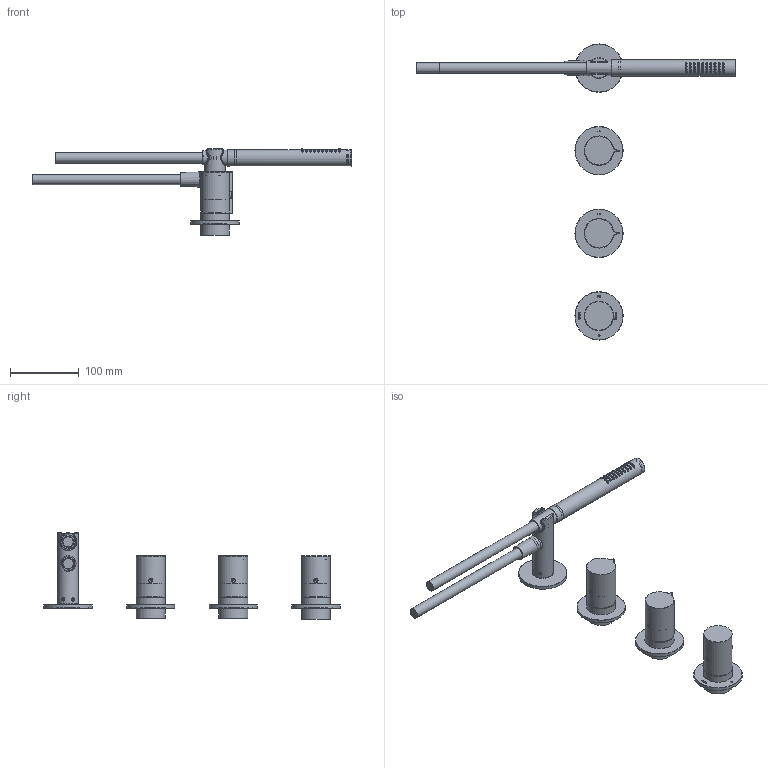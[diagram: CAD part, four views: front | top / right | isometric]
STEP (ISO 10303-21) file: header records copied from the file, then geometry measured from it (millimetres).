
FILE_DESCRIPTION(/* description */ ('Unknown'),/* implementation_level */ '2;1');
FILE_NAME(/* name */ 'GT7071-00',/* time_stamp */ '2026-02-11T18:10:08+01:00',/* author */ ('Unknown'),/* organization */ ('Unknown'),/* preprocessor_version */ 'ST-DEVELOPER v20',/* originating_system */ 'Solid Edge',/* authorisation */ 'Unknown');
FILE_SCHEMA (('AUTOMOTIVE_DESIGN {1 0 10303 214 3 1 1}'));
Length unit declared in the file: millimetre
Products named in the file (28): GT7071EXT-00; CB7501-04; GT7501-01; AR015-00; AR354-00_oa_0; AR354-001_oa_1; AR354-01; A064038_12900ZZ; AR354-02; AR7501-001_oa_2; supporto_doccetta_023E.38.003_023E.38.003; Gruppo raccordo titanico_T1010671_BOM_oa_3; raccordi_uscita_T1010035_T1010035; Protezione supp docc_00G3.00.001_00G3.00.001; AR7001-02; GT7001-002_oa_4; GT7001-03; GT7068-002_oa_5; GT7068-05; GT7068-001_oa_6; GT7068-01; GT003-08; GT7068-04; GT7001-001_oa_7; GT7001-01; bottone inox_0083.38.325_0083.38.325; GT7068-002_oa_8; GT7068-001_oa_9
Assembly tree (34 placements, depth 4):
  GT7071EXT-00
    CB7501-04  x2
    GT7501-01
    AR015-00  x2
    AR354-00_oa_0
      AR354-001_oa_1
        AR354-01
        A064038_12900ZZ
        AR354-02
    AR7501-001_oa_2
      supporto_doccetta_023E.38.003_023E.38.003
      Gruppo raccordo titanico_T1010671_BOM_oa_3
        raccordi_uscita_T1010035_T1010035
      Protezione supp docc_00G3.00.001_00G3.00.001
    AR7001-02
    GT7001-002_oa_4
      GT7001-03
    GT7068-002_oa_5
      GT7068-05
    GT7068-001_oa_6
      GT7068-01
      GT003-08
    GT7068-04  x2
    GT7001-001_oa_7
      GT7001-01
      bottone inox_0083.38.325_0083.38.325
      GT003-08
    GT7068-002_oa_8
      GT7068-05
    GT7068-001_oa_9
      GT7068-01
      GT003-08
Bounding box: 463.61 x 430 x 126.2 mm (x, y, z)
Volume: 365677.9 mm3; surface area: 208236.9 mm2
Topology: 24 solids, 24 shells, 1318 faces, 3256 edges, 2060 vertices
Faces by surface type: cylinder 359, bspline 321, plane 285, torus 204, cone 125, sphere 24
Full cylindrical faces by diameter (mm): 1.8 x3, 2.5 x1, 3.2 x41, 3.242 x1, 4.134 x2, 4.5 x1, 5 x6, 5.5 x3, 6.3 x3, 7.5 x1, 9 x1, 10 x2, 10.2 x1, 12 x17, 13 x1, 15 x2, 16 x1, 16.5 x2, 16.7 x1, 18 x1, 18.5 x1, 18.6 x1, 19 x1, 21 x5, 21.5 x1, 21.8 x2, 22 x2, 23 x3, 24 x1, 24.3 x1
Entity records: 48343 total; most frequent: CARTESIAN_POINT 24681, ORIENTED_EDGE 4262, DIRECTION 3759, EDGE_CURVE 2131, FACE_BOUND 1658, EDGE_LOOP 1644, AXIS2_PLACEMENT_3D 1575, VERTEX_POINT 1529
